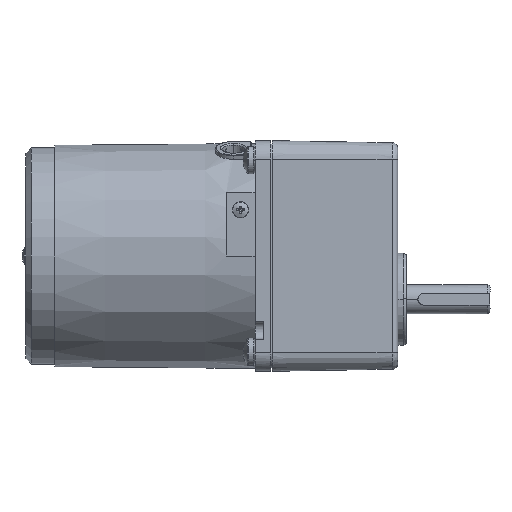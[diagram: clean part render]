
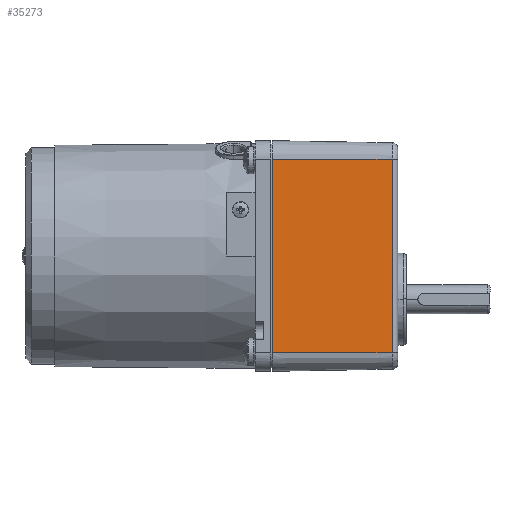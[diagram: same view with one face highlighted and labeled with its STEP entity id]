
A CAD part, left-side view. The second image highlights one B-rep face of the part: STEP entity #35273.
In plain terms, the highlighted face is planar.
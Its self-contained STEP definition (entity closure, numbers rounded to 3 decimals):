
#6229 = CARTESIAN_POINT ( 'NONE',  ( -39.275, -33.5, 41.535 ) ) ;
#6252 = DIRECTION ( 'NONE',  ( 0., -1., 0. ) ) ;
#6253 = VECTOR ( 'NONE', #6252, 1000. ) ;
#6254 = CARTESIAN_POINT ( 'NONE',  ( -39.275, 0., 41.535 ) ) ;
#6255 = LINE ( 'NONE', #6254, #6253 ) ;
#6293 = CARTESIAN_POINT ( 'NONE',  ( -39.275, 33.5, 41.535 ) ) ;
#6312 = CARTESIAN_POINT ( 'NONE',  ( -40., -33.5, 0. ) ) ;
#6313 = CARTESIAN_POINT ( 'NONE',  ( -40., 33.5, 0. ) ) ;
#6314 = DIRECTION ( 'NONE',  ( 0., -1., 0. ) ) ;
#6315 = VECTOR ( 'NONE', #6314, 1000. ) ;
#6316 = CARTESIAN_POINT ( 'NONE',  ( -40., 0., 0. ) ) ;
#6317 = LINE ( 'NONE', #6316, #6315 ) ;
#6318 = DIRECTION ( 'NONE',  ( -0.017, 0., -1. ) ) ;
#6319 = DIRECTION ( 'NONE',  ( 1., 0., -0.017 ) ) ;
#6320 = CARTESIAN_POINT ( 'NONE',  ( -39.638, 0., 20.767 ) ) ;
#6321 = AXIS2_PLACEMENT_3D ( 'NONE', #6320, #6319, #6318 ) ;
#6322 = PLANE ( 'NONE',  #6321 ) ;
#6328 = FACE_OUTER_BOUND ( 'NONE', #35274, .T. ) ;
#6512 = DIRECTION ( 'NONE',  ( 0.017, 0., 1. ) ) ;
#6513 = VECTOR ( 'NONE', #6512, 1000. ) ;
#6514 = CARTESIAN_POINT ( 'NONE',  ( -8750.077, 33.5, -499000. ) ) ;
#6515 = LINE ( 'NONE', #6514, #6513 ) ;
#6516 = DIRECTION ( 'NONE',  ( -0.017, 0., -1. ) ) ;
#6517 = VECTOR ( 'NONE', #6516, 1000. ) ;
#6518 = CARTESIAN_POINT ( 'NONE',  ( -8750.077, -33.5, -499000. ) ) ;
#6519 = LINE ( 'NONE', #6518, #6517 ) ;
#35239 = VERTEX_POINT ( 'NONE', #6229 ) ;
#35255 = EDGE_CURVE ( 'NONE', #35266, #35239, #6255, .T. ) ;
#35266 = VERTEX_POINT ( 'NONE', #6293 ) ;
#35273 = ADVANCED_FACE ( 'NONE', ( #6328 ), #6322, .F. ) ;
#35274 = EDGE_LOOP ( 'NONE', ( #35275, #35279, #35374, #35375 ) ) ;
#35275 = ORIENTED_EDGE ( 'NONE', *, *, #35276, .T. ) ;
#35276 = EDGE_CURVE ( 'NONE', #35277, #35278, #6317, .T. ) ;
#35277 = VERTEX_POINT ( 'NONE', #6313 ) ;
#35278 = VERTEX_POINT ( 'NONE', #6312 ) ;
#35279 = ORIENTED_EDGE ( 'NONE', *, *, #35373, .F. ) ;
#35373 = EDGE_CURVE ( 'NONE', #35239, #35278, #6519, .T. ) ;
#35374 = ORIENTED_EDGE ( 'NONE', *, *, #35255, .F. ) ;
#35375 = ORIENTED_EDGE ( 'NONE', *, *, #35376, .F. ) ;
#35376 = EDGE_CURVE ( 'NONE', #35277, #35266, #6515, .T. ) ;
